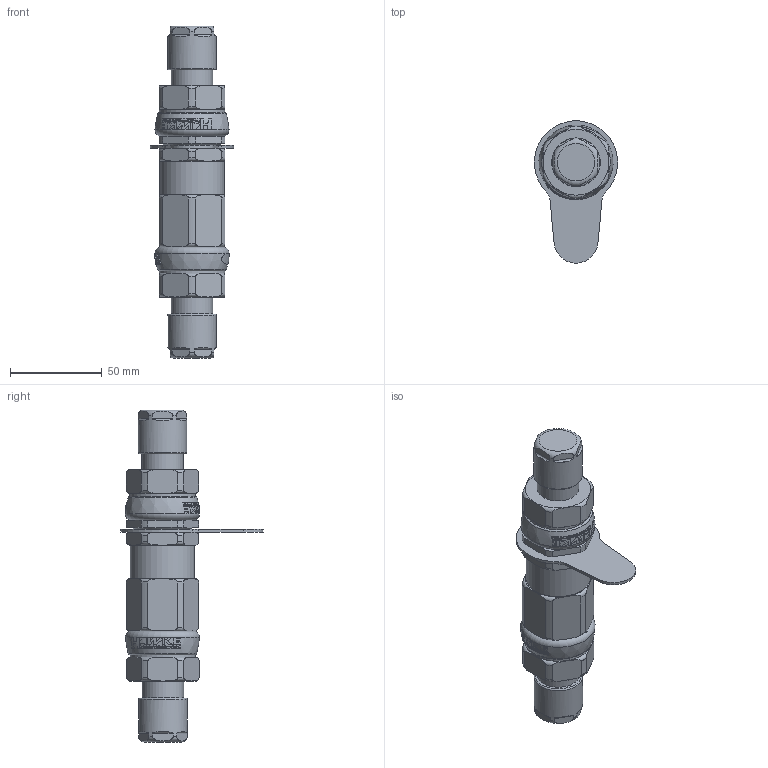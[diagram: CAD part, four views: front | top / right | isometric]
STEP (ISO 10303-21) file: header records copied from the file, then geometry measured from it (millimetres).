
FILE_DESCRIPTION(/* description */ (''),/* implementation_level */ '2;1');
FILE_NAME(/* name */ '620187.stp',/* time_stamp */ '2022-03-14T10:04:10+06:00',/* author */ ('vinaykumark'),/* organization */ (''),/* preprocessor_version */ 'ST-DEVELOPER v18',/* originating_system */ 'Autodesk Inventor 2020',/* authorisation */ '');
FILE_SCHEMA (('AUTOMOTIVE_DESIGN { 1 0 10303 214 3 1 1 }'));
Products named in the file (1): 620185
Bounding box: 45.34 x 77.62 x 181.32 mm (x, y, z)
Volume: 278481.4 mm3; surface area: 97087.8 mm2
Topology: 44 solids, 44 shells, 2580 faces, 7282 edges, 4778 vertices
Faces by surface type: plane 1062, cylinder 420, torus 408, cone 336, bspline 322, sphere 32
Full cylindrical faces by diameter (mm): 2.3 x2, 3.5 x12, 5.8 x12, 16 x2, 18 x2, 19 x6, 22.6 x2, 23 x2, 24 x2, 26.5 x2, 27.2 x1, 30.2 x2, 31.2 x7, 33.24 x3, 35 x1, 35.65 x2
Entity records: 98724 total; most frequent: CARTESIAN_POINT 33443, ORIENTED_EDGE 14392, DIRECTION 11822, EDGE_CURVE 7196, VERTEX_POINT 4754, AXIS2_PLACEMENT_3D 4635, EDGE_LOOP 2638, STYLED_ITEM 2620
